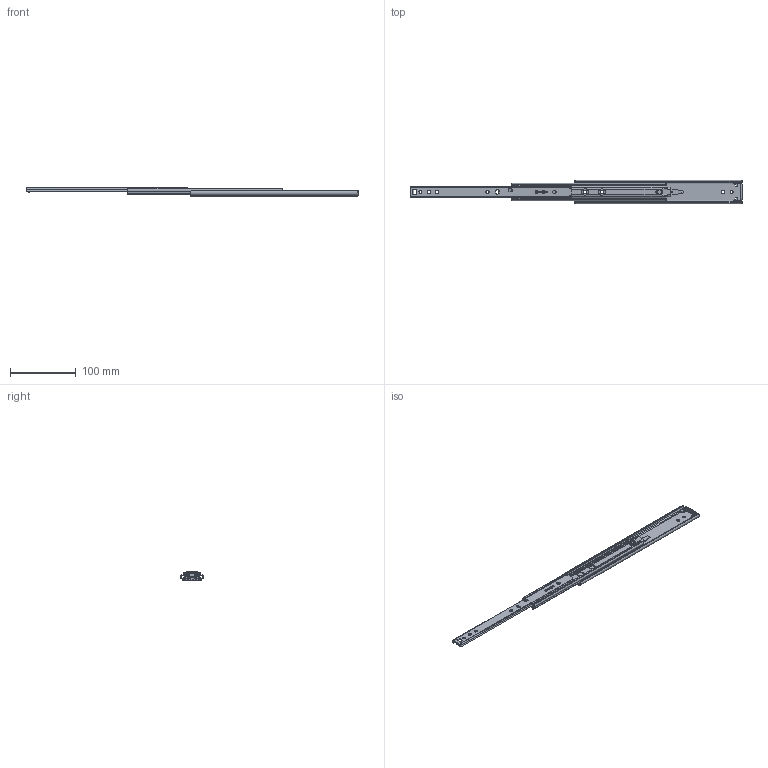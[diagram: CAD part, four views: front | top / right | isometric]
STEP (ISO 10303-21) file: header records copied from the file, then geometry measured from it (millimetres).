
FILE_DESCRIPTION (( 'STEP AP203' ), '1' );
FILE_NAME ('C357-10.STEP', '2021-03-23T00:24:55', ( '' ), ( '' ), 'SwSTEP 2.0', 'SolidWorks 2019', '' );
FILE_SCHEMA (( 'CONFIG_CONTROL_DESIGN' ));
Length unit declared in the file: millimetre
Products named in the file (9): PN65A; C357-10; PN159; PN66; PN101; PN282; C357-10 IM; C357-10 CM; C357-10 OM
Assembly tree (9 placements, depth 2):
  C357-10
    C357-10 OM
    C357-10 CM
    PN65A
    PN66
    PN159
    C357-10 IM
    PN282
    PN101  x2
Bounding box: 504 x 35.3 x 13 mm (x, y, z)
Volume: 43899.9 mm3; surface area: 59108.8 mm2
Topology: 9 solids, 9 shells, 484 faces, 1357 edges, 885 vertices
Faces by surface type: plane 263, cylinder 199, torus 18, bspline 4
Entity records: 16879 total; most frequent: CARTESIAN_POINT 3396, ORIENTED_EDGE 2674, DIRECTION 2602, EDGE_CURVE 1337, AXIS2_PLACEMENT_3D 890, VERTEX_POINT 874, VECTOR 822, LINE 822
